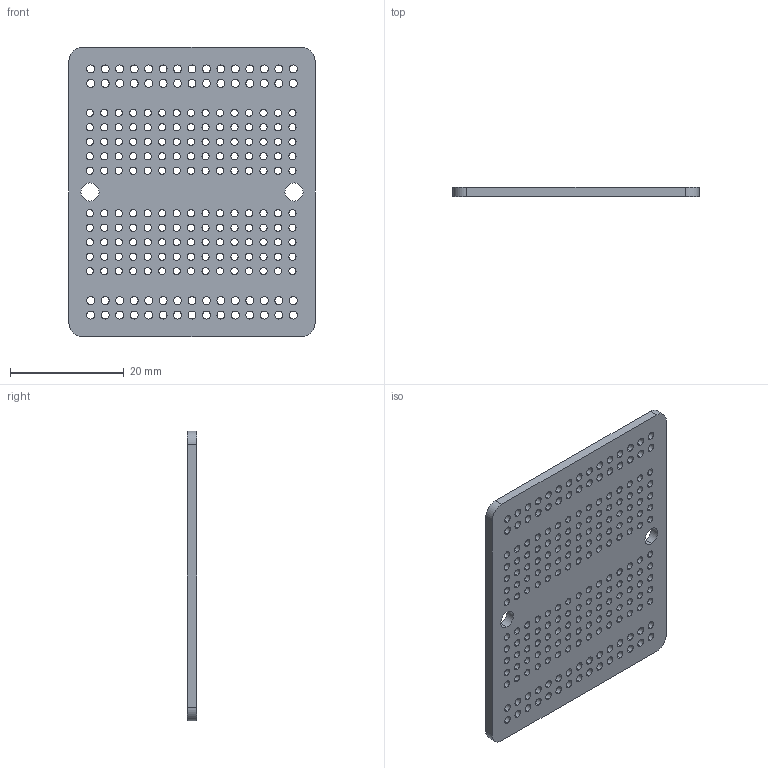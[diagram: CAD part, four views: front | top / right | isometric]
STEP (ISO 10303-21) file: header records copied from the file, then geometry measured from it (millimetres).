
FILE_DESCRIPTION (( 'STEP AP214' ), '1' );
FILE_NAME ('QtrProtoBoard.STEP', '2015-12-28T16:13:59', ( '' ), ( '' ), 'SwSTEP 2.0', 'SolidWorks 2013', '' );
FILE_SCHEMA (( 'AUTOMOTIVE_DESIGN' ));
Length unit declared in the file: inch
Products named in the file (1): QtrProtoBoard
Bounding box: 43.18 x 1.59 x 50.8 mm (x, y, z)
Volume: 3001.7 mm3; surface area: 5473.4 mm2
Topology: 1 solids, 1 shells, 434 faces, 1296 edges, 864 vertices
Faces by surface type: cylinder 428, plane 6
Entity records: 16050 total; most frequent: DIRECTION 3022, CARTESIAN_POINT 2595, ORIENTED_EDGE 2592, EDGE_CURVE 1296, AXIS2_PLACEMENT_3D 1291, VERTEX_POINT 864, EDGE_LOOP 858, CIRCLE 856
